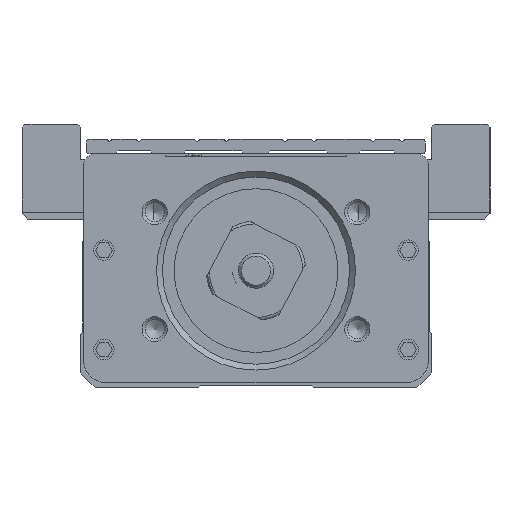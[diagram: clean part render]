
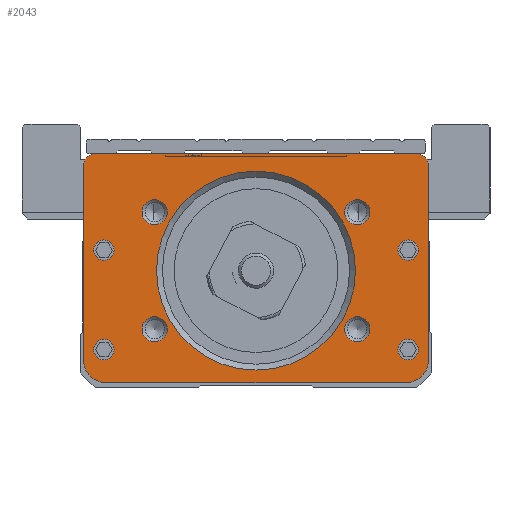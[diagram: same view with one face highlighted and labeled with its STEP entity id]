
A CAD part, front view. The second image highlights one B-rep face of the part: STEP entity #2043.
In plain terms, the highlighted face is planar.
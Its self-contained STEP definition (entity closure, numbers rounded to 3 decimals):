
#2043=ADVANCED_FACE('',(#4490,#4491,#4492,#4493,#4494,#4495,#4496,#4497,
#4498,#4499),#3035,.F.);
#3035=PLANE('',#21037);
#3828=CIRCLE('',#20994,4.);
#3830=CIRCLE('',#20998,4.);
#3841=CIRCLE('',#21022,2.);
#3842=CIRCLE('',#21024,2.);
#3844=CIRCLE('',#21028,2.15);
#3845=CIRCLE('',#21029,2.15);
#3846=CIRCLE('',#21030,2.15);
#3847=CIRCLE('',#21031,2.15);
#3848=CIRCLE('',#21032,17.);
#3849=CIRCLE('',#21033,1.75);
#3850=CIRCLE('',#21034,1.75);
#3851=CIRCLE('',#21035,1.75);
#3852=CIRCLE('',#21036,1.75);
#4490=FACE_BOUND('',#5426,.T.);
#4491=FACE_BOUND('',#5427,.T.);
#4492=FACE_BOUND('',#5428,.T.);
#4493=FACE_BOUND('',#5429,.T.);
#4494=FACE_BOUND('',#5430,.T.);
#4495=FACE_BOUND('',#5431,.T.);
#4496=FACE_BOUND('',#5432,.T.);
#4497=FACE_BOUND('',#5433,.T.);
#4498=FACE_BOUND('',#5434,.T.);
#4499=FACE_BOUND('',#5435,.T.);
#5426=EDGE_LOOP('',(#8567));
#5427=EDGE_LOOP('',(#8568));
#5428=EDGE_LOOP('',(#8569));
#5429=EDGE_LOOP('',(#8570));
#5430=EDGE_LOOP('',(#8571));
#5431=EDGE_LOOP('',(#8572));
#5432=EDGE_LOOP('',(#8573));
#5433=EDGE_LOOP('',(#8574));
#5434=EDGE_LOOP('',(#8575));
#5435=EDGE_LOOP('',(#8576,#8577,#8578,#8579,#8580,#8581,#8582,#8583));
#8567=ORIENTED_EDGE('',*,*,#14924,.T.);
#8568=ORIENTED_EDGE('',*,*,#14925,.T.);
#8569=ORIENTED_EDGE('',*,*,#14926,.T.);
#8570=ORIENTED_EDGE('',*,*,#14927,.T.);
#8571=ORIENTED_EDGE('',*,*,#14928,.T.);
#8572=ORIENTED_EDGE('',*,*,#14929,.T.);
#8573=ORIENTED_EDGE('',*,*,#14930,.T.);
#8574=ORIENTED_EDGE('',*,*,#14931,.T.);
#8575=ORIENTED_EDGE('',*,*,#14932,.T.);
#8576=ORIENTED_EDGE('',*,*,#14907,.F.);
#8577=ORIENTED_EDGE('',*,*,#14861,.F.);
#8578=ORIENTED_EDGE('',*,*,#14882,.F.);
#8579=ORIENTED_EDGE('',*,*,#14922,.F.);
#8580=ORIENTED_EDGE('',*,*,#14817,.F.);
#8581=ORIENTED_EDGE('',*,*,#14921,.F.);
#8582=ORIENTED_EDGE('',*,*,#14880,.F.);
#8583=ORIENTED_EDGE('',*,*,#14869,.F.);
#12634=VERTEX_POINT('',#30344);
#12635=VERTEX_POINT('',#30346);
#12675=VERTEX_POINT('',#30432);
#12676=VERTEX_POINT('',#30434);
#12683=VERTEX_POINT('',#30450);
#12684=VERTEX_POINT('',#30452);
#12689=VERTEX_POINT('',#30465);
#12693=VERTEX_POINT('',#30476);
#12718=VERTEX_POINT('',#30557);
#12719=VERTEX_POINT('',#30559);
#12720=VERTEX_POINT('',#30561);
#12721=VERTEX_POINT('',#30563);
#12722=VERTEX_POINT('',#30565);
#12723=VERTEX_POINT('',#30567);
#12724=VERTEX_POINT('',#30569);
#12725=VERTEX_POINT('',#30571);
#12726=VERTEX_POINT('',#30573);
#14817=EDGE_CURVE('',#12634,#12635,#17177,.T.);
#14861=EDGE_CURVE('',#12675,#12676,#3828,.T.);
#14869=EDGE_CURVE('',#12683,#12684,#3830,.T.);
#14880=EDGE_CURVE('',#12684,#12689,#17223,.T.);
#14882=EDGE_CURVE('',#12693,#12675,#17225,.T.);
#14907=EDGE_CURVE('',#12676,#12683,#17245,.T.);
#14921=EDGE_CURVE('',#12689,#12634,#3841,.T.);
#14922=EDGE_CURVE('',#12635,#12693,#3842,.T.);
#14924=EDGE_CURVE('',#12718,#12718,#3844,.T.);
#14925=EDGE_CURVE('',#12719,#12719,#3845,.T.);
#14926=EDGE_CURVE('',#12720,#12720,#3846,.T.);
#14927=EDGE_CURVE('',#12721,#12721,#3847,.T.);
#14928=EDGE_CURVE('',#12722,#12722,#3848,.T.);
#14929=EDGE_CURVE('',#12723,#12723,#3849,.T.);
#14930=EDGE_CURVE('',#12724,#12724,#3850,.T.);
#14931=EDGE_CURVE('',#12725,#12725,#3851,.T.);
#14932=EDGE_CURVE('',#12726,#12726,#3852,.T.);
#17177=LINE('',#30345,#19063);
#17223=LINE('',#30473,#19109);
#17225=LINE('',#30477,#19111);
#17245=LINE('',#30527,#19131);
#19063=VECTOR('',#24312,1.);
#19109=VECTOR('',#24406,1.);
#19111=VECTOR('',#24410,1.);
#19131=VECTOR('',#24456,1.);
#20994=AXIS2_PLACEMENT_3D('',#30433,#24376,#24377);
#20998=AXIS2_PLACEMENT_3D('',#30451,#24390,#24391);
#21022=AXIS2_PLACEMENT_3D('',#30550,#24479,#24480);
#21024=AXIS2_PLACEMENT_3D('',#30552,#24483,#24484);
#21028=AXIS2_PLACEMENT_3D('',#30556,#24491,#24492);
#21029=AXIS2_PLACEMENT_3D('',#30558,#24493,#24494);
#21030=AXIS2_PLACEMENT_3D('',#30560,#24495,#24496);
#21031=AXIS2_PLACEMENT_3D('',#30562,#24497,#24498);
#21032=AXIS2_PLACEMENT_3D('',#30564,#24499,#24500);
#21033=AXIS2_PLACEMENT_3D('',#30566,#24501,#24502);
#21034=AXIS2_PLACEMENT_3D('',#30568,#24503,#24504);
#21035=AXIS2_PLACEMENT_3D('',#30570,#24505,#24506);
#21036=AXIS2_PLACEMENT_3D('',#30572,#24507,#24508);
#21037=AXIS2_PLACEMENT_3D('',#30574,#24509,#24510);
#24312=DIRECTION('',(1.,0.,0.));
#24376=DIRECTION('',(0.,1.,0.));
#24377=DIRECTION('',(1.,0.,0.));
#24390=DIRECTION('',(0.,1.,0.));
#24391=DIRECTION('',(1.,0.,0.));
#24406=DIRECTION('',(0.,0.,1.));
#24410=DIRECTION('',(0.,0.,-1.));
#24456=DIRECTION('',(-1.,0.,0.));
#24479=DIRECTION('',(0.,1.,0.));
#24480=DIRECTION('',(0.,0.,1.));
#24483=DIRECTION('',(0.,1.,0.));
#24484=DIRECTION('',(0.,0.,1.));
#24491=DIRECTION('',(0.,1.,0.));
#24492=DIRECTION('',(0.,0.,1.));
#24493=DIRECTION('',(0.,1.,0.));
#24494=DIRECTION('',(0.,0.,1.));
#24495=DIRECTION('',(0.,1.,0.));
#24496=DIRECTION('',(0.,0.,1.));
#24497=DIRECTION('',(0.,1.,0.));
#24498=DIRECTION('',(0.,0.,1.));
#24499=DIRECTION('',(0.,1.,0.));
#24500=DIRECTION('',(0.,0.,1.));
#24501=DIRECTION('',(0.,1.,0.));
#24502=DIRECTION('',(0.,0.,1.));
#24503=DIRECTION('',(0.,1.,0.));
#24504=DIRECTION('',(0.,0.,1.));
#24505=DIRECTION('',(0.,1.,0.));
#24506=DIRECTION('',(0.,0.,1.));
#24507=DIRECTION('',(0.,1.,0.));
#24508=DIRECTION('',(0.,0.,1.));
#24509=DIRECTION('',(0.,1.,0.));
#24510=DIRECTION('',(0.,0.,-1.));
#30344=CARTESIAN_POINT('',(-27.5,-130.762,38.));
#30345=CARTESIAN_POINT('',(-25.5,-130.762,38.));
#30346=CARTESIAN_POINT('',(27.5,-130.762,38.));
#30432=CARTESIAN_POINT('',(29.5,-130.762,2.8));
#30433=CARTESIAN_POINT('',(25.5,-130.762,2.8));
#30434=CARTESIAN_POINT('',(25.5,-130.762,-1.2));
#30450=CARTESIAN_POINT('',(-25.5,-130.762,-1.2));
#30451=CARTESIAN_POINT('',(-25.5,-130.762,2.8));
#30452=CARTESIAN_POINT('',(-29.5,-130.762,2.8));
#30465=CARTESIAN_POINT('',(-29.5,-130.762,36.));
#30473=CARTESIAN_POINT('',(-29.5,-130.762,2.8));
#30476=CARTESIAN_POINT('',(29.5,-130.762,36.));
#30477=CARTESIAN_POINT('',(29.5,-130.762,39.));
#30527=CARTESIAN_POINT('',(25.5,-130.762,-1.2));
#30550=CARTESIAN_POINT('',(-27.5,-130.762,36.));
#30552=CARTESIAN_POINT('',(27.5,-130.762,36.));
#30556=CARTESIAN_POINT('',(-17.321,-130.762,28.));
#30557=CARTESIAN_POINT('',(-17.321,-130.762,30.15));
#30558=CARTESIAN_POINT('',(17.321,-130.762,8.));
#30559=CARTESIAN_POINT('',(17.321,-130.762,10.15));
#30560=CARTESIAN_POINT('',(17.321,-130.762,28.));
#30561=CARTESIAN_POINT('',(17.321,-130.762,30.15));
#30562=CARTESIAN_POINT('',(-17.321,-130.762,8.));
#30563=CARTESIAN_POINT('',(-17.321,-130.762,10.15));
#30564=CARTESIAN_POINT('',(0.,-130.762,18.));
#30565=CARTESIAN_POINT('',(0.,-130.762,35.));
#30566=CARTESIAN_POINT('',(-26.,-130.762,21.5));
#30567=CARTESIAN_POINT('',(-26.,-130.762,23.25));
#30568=CARTESIAN_POINT('',(-26.,-130.762,4.5));
#30569=CARTESIAN_POINT('',(-26.,-130.762,6.25));
#30570=CARTESIAN_POINT('',(26.,-130.762,4.5));
#30571=CARTESIAN_POINT('',(26.,-130.762,6.25));
#30572=CARTESIAN_POINT('',(26.,-130.762,21.5));
#30573=CARTESIAN_POINT('',(26.,-130.762,23.25));
#30574=CARTESIAN_POINT('',(-25.5,-130.762,2.8));
